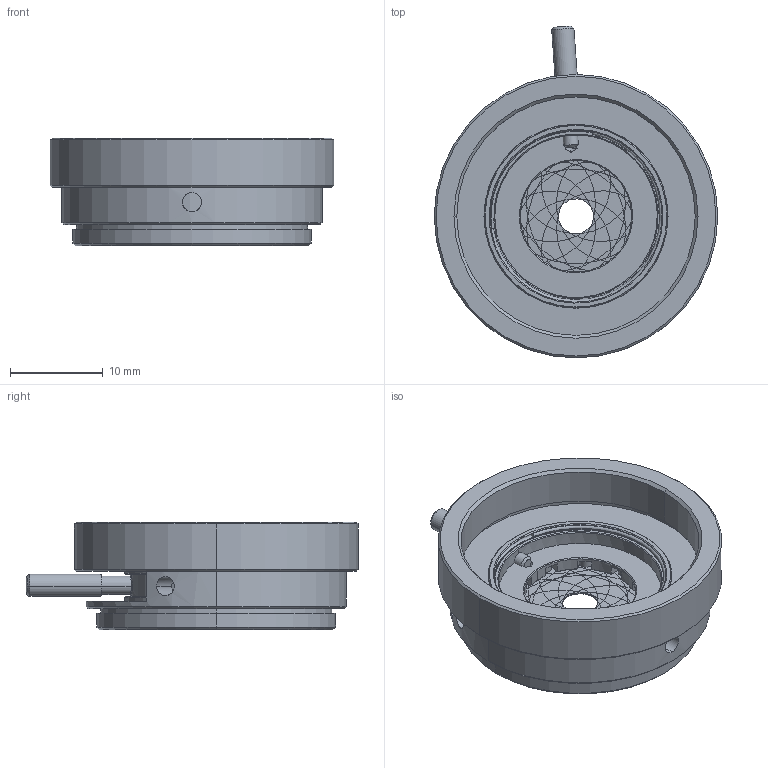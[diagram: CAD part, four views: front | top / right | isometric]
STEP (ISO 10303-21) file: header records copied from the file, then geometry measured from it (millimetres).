
FILE_DESCRIPTION (( 'STEP AP203' ), '1' );
FILE_NAME ('1.5.2.2_ZXL-1.0D12.STEP', '2024-05-29T05:58:49', ( '' ), ( '' ), 'SwSTEP 2.0', 'SolidWorks 2021', '' );
FILE_SCHEMA (( 'CONFIG_CONTROL_DESIGN' ));
Length unit declared in the file: millimetre
Products named in the file (4): 1.5.2.2_ZXL-1.0D12; 1.5.2.2.1_SM1.0螺纹式可调光阑主体，带SM1内外螺纹，外径30.5mm，零部件，A; 1.5.1.1.1_标准光阑主体，最大孔径φ12.0 mm，零部件; 1.5.2.2.2_SM1.0螺纹式可调光阑拨杆，零部件，A
Assembly tree (3 placements, depth 2):
  1.5.2.2_ZXL-1.0D12
    1.5.2.2.1_SM1.0螺纹式可调光阑主体，带SM1内外螺纹，外径30.5mm，零部件，A
    1.5.1.1.1_标准光阑主体，最大孔径φ12.0 mm，零部件
    1.5.2.2.2_SM1.0螺纹式可调光阑拨杆，零部件，A
Bounding box: 30.5 x 35.72 x 11.6 mm (x, y, z)
Volume: 2568.9 mm3; surface area: 5767.6 mm2
Topology: 2 solids, 15 shells, 266 faces, 802 edges, 571 vertices
Faces by surface type: cylinder 116, plane 75, cone 67, torus 4, bspline 4
Entity records: 11240 total; most frequent: CARTESIAN_POINT 3444, DIRECTION 1711, ORIENTED_EDGE 1309, EDGE_CURVE 800, AXIS2_PLACEMENT_3D 698, VERTEX_POINT 571, CIRCLE 429, EDGE_LOOP 321
